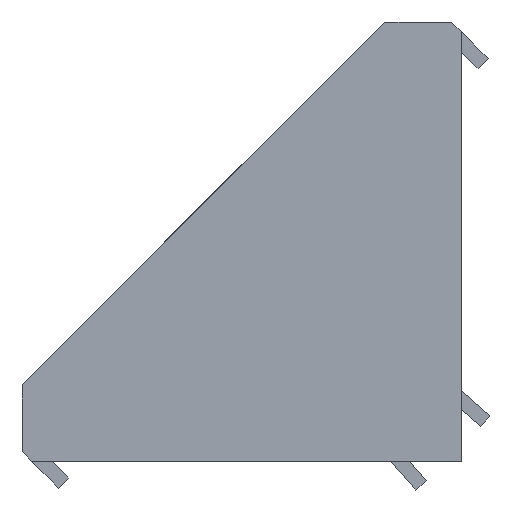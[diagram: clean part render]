
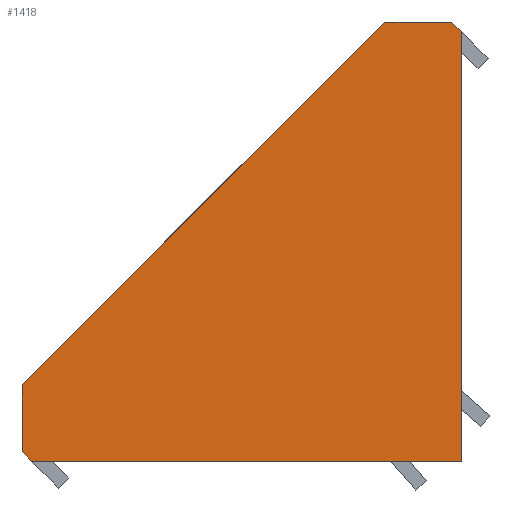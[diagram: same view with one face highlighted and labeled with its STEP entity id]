
A CAD part, left-side view. The second image highlights one B-rep face of the part: STEP entity #1418.
In plain terms, the highlighted planar face has unit normal (-1, 0, 0).
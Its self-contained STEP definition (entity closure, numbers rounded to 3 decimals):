
#5 = CARTESIAN_POINT ( 'NONE',  ( -22.71, 23., 8. ) ) ;
#21 = FACE_OUTER_BOUND ( 'NONE', #2192, .T. ) ;
#50 = LINE ( 'NONE', #2842, #817 ) ;
#67 = CARTESIAN_POINT ( 'NONE',  ( -22.71, -23., 9. ) ) ;
#72 = CARTESIAN_POINT ( 'NONE',  ( -22.71, -23., 45. ) ) ;
#142 = ORIENTED_EDGE ( 'NONE', *, *, #166, .T. ) ;
#166 = EDGE_CURVE ( 'NONE', #2314, #1340, #478, .T. ) ;
#180 = VECTOR ( 'NONE', #1202, 1000. ) ;
#183 = AXIS2_PLACEMENT_3D ( 'NONE', #67, #2185, #768 ) ;
#195 = CARTESIAN_POINT ( 'NONE',  ( -22.71, -15., 46. ) ) ;
#254 = DIRECTION ( 'NONE',  ( 0., 0., -1. ) ) ;
#294 = LINE ( 'NONE', #2913, #2785 ) ;
#321 = VERTEX_POINT ( 'NONE', #365 ) ;
#365 = CARTESIAN_POINT ( 'NONE',  ( -22.71, -23., 0. ) ) ;
#394 = ORIENTED_EDGE ( 'NONE', *, *, #2773, .T. ) ;
#455 = VERTEX_POINT ( 'NONE', #195 ) ;
#478 = LINE ( 'NONE', #1896, #1846 ) ;
#480 = CARTESIAN_POINT ( 'NONE',  ( -22.71, -14., 46. ) ) ;
#535 = VERTEX_POINT ( 'NONE', #1336 ) ;
#563 = DIRECTION ( 'NONE',  ( 0., -1., 0. ) ) ;
#636 = VECTOR ( 'NONE', #1273, 1000. ) ;
#705 = CARTESIAN_POINT ( 'NONE',  ( -22.71, 23., 1. ) ) ;
#726 = CARTESIAN_POINT ( 'NONE',  ( -22.71, -22., 46. ) ) ;
#768 = DIRECTION ( 'NONE',  ( 0., 0., -1. ) ) ;
#817 = VECTOR ( 'NONE', #254, 1000. ) ;
#858 = VECTOR ( 'NONE', #2139, 1000. ) ;
#898 = EDGE_CURVE ( 'NONE', #535, #321, #294, .T. ) ;
#939 = ORIENTED_EDGE ( 'NONE', *, *, #3022, .T. ) ;
#965 = CARTESIAN_POINT ( 'NONE',  ( -22.71, -22., 46. ) ) ;
#1004 = PLANE ( 'NONE',  #183 ) ;
#1202 = DIRECTION ( 'NONE',  ( 0., -1., 0. ) ) ;
#1215 = CARTESIAN_POINT ( 'NONE',  ( -22.71, 23., 1. ) ) ;
#1273 = DIRECTION ( 'NONE',  ( 0., 0.707, -0.707 ) ) ;
#1299 = EDGE_CURVE ( 'NONE', #1668, #2283, #2557, .T. ) ;
#1308 = ORIENTED_EDGE ( 'NONE', *, *, #1299, .F. ) ;
#1311 = EDGE_CURVE ( 'NONE', #455, #1668, #1942, .T. ) ;
#1336 = CARTESIAN_POINT ( 'NONE',  ( -22.71, 22., 0. ) ) ;
#1340 = VERTEX_POINT ( 'NONE', #1215 ) ;
#1418 = ADVANCED_FACE ( 'NONE', ( #21 ), #1004, .F. ) ;
#1610 = VECTOR ( 'NONE', #2849, 1000. ) ;
#1668 = VERTEX_POINT ( 'NONE', #726 ) ;
#1846 = VECTOR ( 'NONE', #2142, 1000. ) ;
#1891 = LINE ( 'NONE', #2209, #636 ) ;
#1896 = CARTESIAN_POINT ( 'NONE',  ( -22.71, 23., 9. ) ) ;
#1941 = ORIENTED_EDGE ( 'NONE', *, *, #898, .T. ) ;
#1942 = LINE ( 'NONE', #480, #180 ) ;
#2139 = DIRECTION ( 'NONE',  ( 0., -0.707, -0.707 ) ) ;
#2142 = DIRECTION ( 'NONE',  ( 0., 0., -1. ) ) ;
#2185 = DIRECTION ( 'NONE',  ( 1., 0., 0. ) ) ;
#2192 = EDGE_LOOP ( 'NONE', ( #1941, #2503, #1308, #2460, #394, #142, #939 ) ) ;
#2209 = CARTESIAN_POINT ( 'NONE',  ( -22.71, 22., 9. ) ) ;
#2283 = VERTEX_POINT ( 'NONE', #72 ) ;
#2314 = VERTEX_POINT ( 'NONE', #5 ) ;
#2460 = ORIENTED_EDGE ( 'NONE', *, *, #1311, .F. ) ;
#2478 = EDGE_CURVE ( 'NONE', #2283, #321, #50, .T. ) ;
#2503 = ORIENTED_EDGE ( 'NONE', *, *, #2478, .F. ) ;
#2557 = LINE ( 'NONE', #965, #1610 ) ;
#2661 = LINE ( 'NONE', #705, #858 ) ;
#2773 = EDGE_CURVE ( 'NONE', #455, #2314, #1891, .T. ) ;
#2785 = VECTOR ( 'NONE', #563, 1000. ) ;
#2842 = CARTESIAN_POINT ( 'NONE',  ( -22.71, -23., 0. ) ) ;
#2849 = DIRECTION ( 'NONE',  ( 0., -0.707, -0.707 ) ) ;
#2913 = CARTESIAN_POINT ( 'NONE',  ( -22.71, -23., 0. ) ) ;
#3022 = EDGE_CURVE ( 'NONE', #1340, #535, #2661, .T. ) ;
